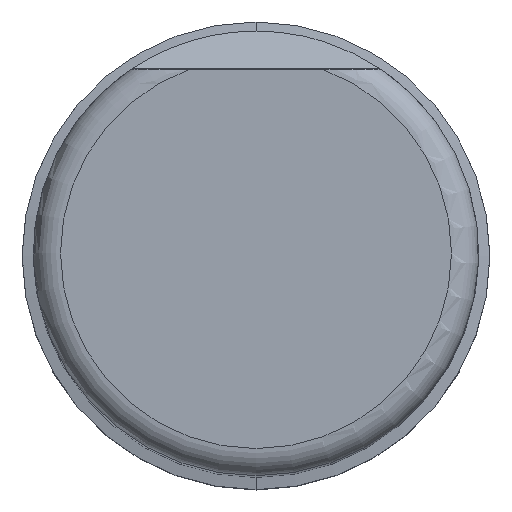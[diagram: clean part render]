
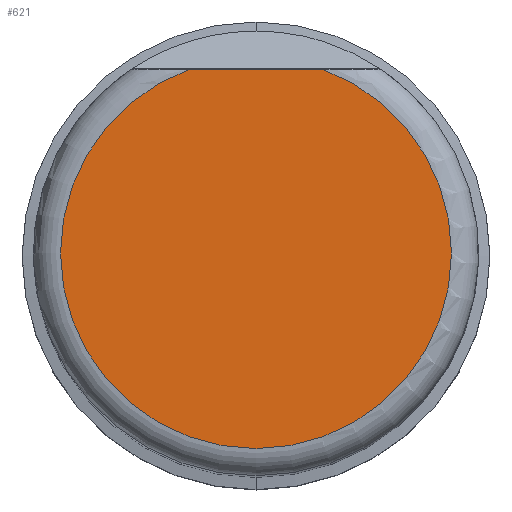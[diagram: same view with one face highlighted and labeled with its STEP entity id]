
A CAD part, top view. The second image highlights one B-rep face of the part: STEP entity #621.
In plain terms, the highlighted face is planar.
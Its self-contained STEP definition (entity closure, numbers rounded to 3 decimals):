
#19=DIRECTION('',(-1.,0.,0.));
#20=VECTOR('',#19,7.484);
#21=CARTESIAN_POINT('',(3.742,-55.88,-10.314));
#22=LINE('',#21,#20);
#144=CARTESIAN_POINT('',(0.,-55.88,0.));
#145=DIRECTION('',(0.,-1.,0.));
#146=DIRECTION('',(0.341,0.,-0.94));
#147=AXIS2_PLACEMENT_3D('',#144,#145,#146);
#557=CARTESIAN_POINT('',(3.742,-55.88,-10.314));
#558=CARTESIAN_POINT('',(-3.742,-55.88,-10.314));
#559=VERTEX_POINT('',#557);
#560=VERTEX_POINT('',#558);
#610=CARTESIAN_POINT('',(0.,-55.88,0.));
#611=DIRECTION('',(0.,-1.,0.));
#612=DIRECTION('',(0.,0.,1.));
#613=AXIS2_PLACEMENT_3D('',#610,#611,#612);
#614=PLANE('',#613);
#616=ORIENTED_EDGE('',*,*,#615,.T.);
#618=ORIENTED_EDGE('',*,*,#617,.F.);
#619=EDGE_LOOP('',(#616,#618));
#620=FACE_OUTER_BOUND('',#619,.F.);
#621=ADVANCED_FACE('',(#620),#614,.T.);
#148=CIRCLE('',#147,10.972);
#615=EDGE_CURVE('',#559,#560,#22,.T.);
#617=EDGE_CURVE('',#559,#560,#148,.T.);
